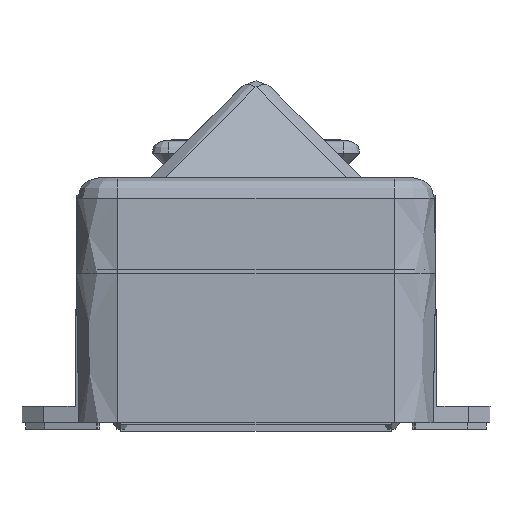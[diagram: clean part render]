
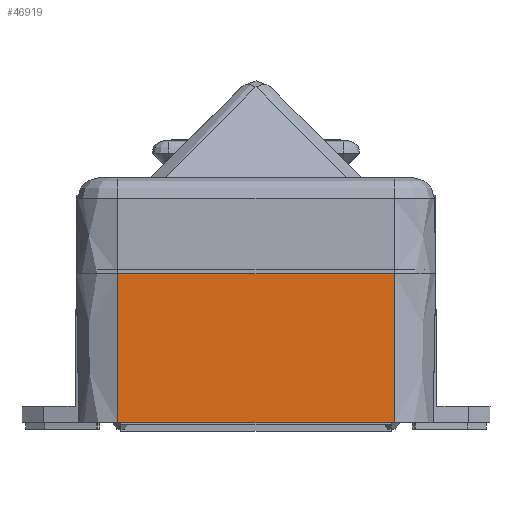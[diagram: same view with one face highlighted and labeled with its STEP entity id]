
A CAD part, left-side view. The second image highlights one B-rep face of the part: STEP entity #46919.
In plain terms, the highlighted face is planar.
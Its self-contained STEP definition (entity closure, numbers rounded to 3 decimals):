
#2184 = LINE ( 'NONE', #12416, #48921 ) ;
#7441 = DIRECTION ( 'NONE',  ( 0.017, -1., 0. ) ) ;
#9855 = CARTESIAN_POINT ( 'NONE',  ( -42.573, -35.9, 33.2 ) ) ;
#12416 = CARTESIAN_POINT ( 'NONE',  ( -43.2, 0., -33.2 ) ) ;
#18252 = EDGE_CURVE ( 'NONE', #60097, #23720, #2184, .T. ) ;
#20513 = DIRECTION ( 'NONE',  ( -0.017, 1., 0. ) ) ;
#23720 = VERTEX_POINT ( 'NONE', #45246 ) ;
#31594 = CARTESIAN_POINT ( 'NONE',  ( -43.2, 0., -33.2 ) ) ;
#33599 = ORIENTED_EDGE ( 'NONE', *, *, #66738, .T. ) ;
#33970 = LINE ( 'NONE', #9855, #37831 ) ;
#35577 = EDGE_LOOP ( 'NONE', ( #33599, #36875, #40231, #59009 ) ) ;
#36875 = ORIENTED_EDGE ( 'NONE', *, *, #18252, .F. ) ;
#37626 = VERTEX_POINT ( 'NONE', #54571 ) ;
#37831 = VECTOR ( 'NONE', #52571, 1000. ) ;
#37918 = EDGE_CURVE ( 'NONE', #37626, #60097, #70623, .T. ) ;
#38618 = EDGE_CURVE ( 'NONE', #37626, #73347, #33970, .T. ) ;
#40231 = ORIENTED_EDGE ( 'NONE', *, *, #37918, .F. ) ;
#43918 = DIRECTION ( 'NONE',  ( -1., -0.017, 0. ) ) ;
#45246 = CARTESIAN_POINT ( 'NONE',  ( -43.2, 0., 33.2 ) ) ;
#46919 = ADVANCED_FACE ( 'NONE', ( #48644 ), #62165, .T. ) ;
#48644 = FACE_OUTER_BOUND ( 'NONE', #35577, .T. ) ;
#48921 = VECTOR ( 'NONE', #48994, 1000. ) ;
#48994 = DIRECTION ( 'NONE',  ( 0., 0., 1. ) ) ;
#49267 = DIRECTION ( 'NONE',  ( -0.017, 1., 0. ) ) ;
#52571 = DIRECTION ( 'NONE',  ( 0., 0., 1. ) ) ;
#54571 = CARTESIAN_POINT ( 'NONE',  ( -42.573, -35.9, -33.2 ) ) ;
#57023 = CARTESIAN_POINT ( 'NONE',  ( -43.2, 0., -33.2 ) ) ;
#58913 = VECTOR ( 'NONE', #49267, 1000. ) ;
#59009 = ORIENTED_EDGE ( 'NONE', *, *, #38618, .T. ) ;
#60097 = VERTEX_POINT ( 'NONE', #57023 ) ;
#61319 = CARTESIAN_POINT ( 'NONE',  ( -43.2, 0., 33.2 ) ) ;
#62165 = PLANE ( 'NONE',  #64936 ) ;
#64936 = AXIS2_PLACEMENT_3D ( 'NONE', #31594, #43918, #7441 ) ;
#66738 = EDGE_CURVE ( 'NONE', #73347, #23720, #77027, .T. ) ;
#69448 = CARTESIAN_POINT ( 'NONE',  ( -43.2, 0., -33.2 ) ) ;
#70623 = LINE ( 'NONE', #69448, #72560 ) ;
#72560 = VECTOR ( 'NONE', #20513, 1000. ) ;
#73347 = VERTEX_POINT ( 'NONE', #77061 ) ;
#77027 = LINE ( 'NONE', #61319, #58913 ) ;
#77061 = CARTESIAN_POINT ( 'NONE',  ( -42.573, -35.9, 33.2 ) ) ;
